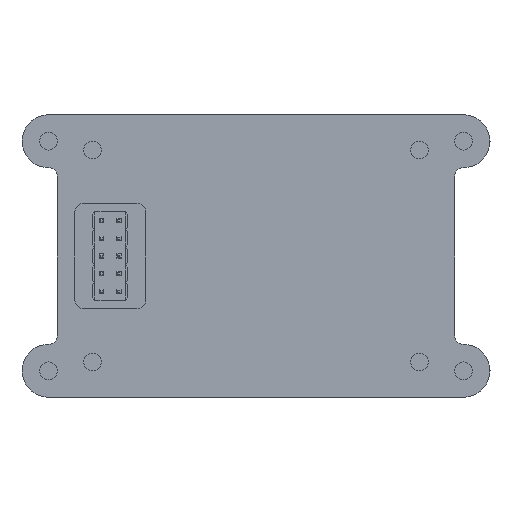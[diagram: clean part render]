
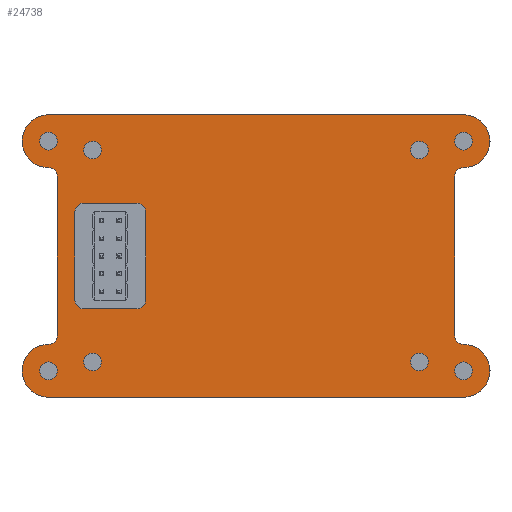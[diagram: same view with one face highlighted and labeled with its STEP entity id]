
A CAD part, front view. The second image highlights one B-rep face of the part: STEP entity #24738.
In plain terms, the highlighted planar face has unit normal (0, -1, 0).
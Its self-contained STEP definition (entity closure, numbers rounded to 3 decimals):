
#1454=LINE('',#34154,#4382);
#1467=LINE('',#34215,#4395);
#1470=LINE('',#34223,#4398);
#1473=LINE('',#34231,#4401);
#1475=LINE('',#34262,#4403);
#1480=LINE('',#34275,#4408);
#1484=LINE('',#34287,#4412);
#1488=LINE('',#34299,#4416);
#4382=VECTOR('',#28505,10.);
#4395=VECTOR('',#28570,6.);
#4398=VECTOR('',#28579,10.);
#4401=VECTOR('',#28588,6.);
#4403=VECTOR('',#28628,47.);
#4408=VECTOR('',#28643,18.);
#4412=VECTOR('',#28657,47.);
#4416=VECTOR('',#28671,18.);
#6968=PLANE('',#26280);
#7870=FACE_BOUND('',#9852,.T.);
#7871=FACE_BOUND('',#9853,.T.);
#7872=FACE_BOUND('',#9854,.T.);
#7873=FACE_BOUND('',#9855,.T.);
#7874=FACE_BOUND('',#9856,.T.);
#7875=FACE_BOUND('',#9857,.T.);
#7876=FACE_BOUND('',#9858,.T.);
#7877=FACE_BOUND('',#9859,.T.);
#7878=FACE_BOUND('',#9860,.T.);
#8359=FACE_OUTER_BOUND('',#9851,.T.);
#9851=EDGE_LOOP('',(#18684,#18685,#18686,#18687,#18688,#18689,#18690,#18691,
#18692,#18693,#18694,#18695));
#9852=EDGE_LOOP('',(#18696,#18697,#18698,#18699,#18700,#18701,#18702,#18703));
#9853=EDGE_LOOP('',(#18704));
#9854=EDGE_LOOP('',(#18705));
#9855=EDGE_LOOP('',(#18706));
#9856=EDGE_LOOP('',(#18707));
#9857=EDGE_LOOP('',(#18708));
#9858=EDGE_LOOP('',(#18709));
#9859=EDGE_LOOP('',(#18710));
#9860=EDGE_LOOP('',(#18711));
#11203=CIRCLE('',#26234,1.);
#11204=CIRCLE('',#26237,1.);
#11205=CIRCLE('',#26240,1.);
#11206=CIRCLE('',#26243,1.);
#11207=CIRCLE('',#26245,1.);
#11208=CIRCLE('',#26247,1.);
#11209=CIRCLE('',#26249,1.);
#11210=CIRCLE('',#26251,1.);
#11211=CIRCLE('',#26253,1.);
#11212=CIRCLE('',#26255,1.);
#11213=CIRCLE('',#26257,1.);
#11214=CIRCLE('',#26259,1.);
#11215=CIRCLE('',#26262,3.);
#11216=CIRCLE('',#26264,1.);
#11217=CIRCLE('',#26267,1.);
#11218=CIRCLE('',#26269,3.);
#11219=CIRCLE('',#26272,3.);
#11220=CIRCLE('',#26274,1.);
#11221=CIRCLE('',#26277,1.);
#11222=CIRCLE('',#26279,3.);
#11690=VERTEX_POINT('',#34151);
#11691=VERTEX_POINT('',#34153);
#11712=VERTEX_POINT('',#34210);
#11713=VERTEX_POINT('',#34214);
#11714=VERTEX_POINT('',#34218);
#11715=VERTEX_POINT('',#34222);
#11716=VERTEX_POINT('',#34226);
#11717=VERTEX_POINT('',#34230);
#11718=VERTEX_POINT('',#34236);
#11719=VERTEX_POINT('',#34239);
#11720=VERTEX_POINT('',#34242);
#11721=VERTEX_POINT('',#34245);
#11722=VERTEX_POINT('',#34248);
#11723=VERTEX_POINT('',#34251);
#11724=VERTEX_POINT('',#34254);
#11725=VERTEX_POINT('',#34257);
#11726=VERTEX_POINT('',#34260);
#11727=VERTEX_POINT('',#34261);
#11728=VERTEX_POINT('',#34266);
#11729=VERTEX_POINT('',#34270);
#11730=VERTEX_POINT('',#34274);
#11731=VERTEX_POINT('',#34278);
#11732=VERTEX_POINT('',#34282);
#11733=VERTEX_POINT('',#34286);
#11734=VERTEX_POINT('',#34290);
#11735=VERTEX_POINT('',#34294);
#11736=VERTEX_POINT('',#34298);
#11737=VERTEX_POINT('',#34302);
#14300=EDGE_CURVE('',#11691,#11690,#1454,.T.);
#14328=EDGE_CURVE('',#11712,#11691,#11203,.T.);
#14330=EDGE_CURVE('',#11713,#11712,#1467,.T.);
#14332=EDGE_CURVE('',#11714,#11713,#11204,.T.);
#14334=EDGE_CURVE('',#11715,#11714,#1470,.T.);
#14336=EDGE_CURVE('',#11716,#11715,#11205,.T.);
#14338=EDGE_CURVE('',#11717,#11716,#1473,.T.);
#14340=EDGE_CURVE('',#11690,#11717,#11206,.T.);
#14341=EDGE_CURVE('',#11718,#11718,#11207,.T.);
#14342=EDGE_CURVE('',#11719,#11719,#11208,.T.);
#14343=EDGE_CURVE('',#11720,#11720,#11209,.T.);
#14344=EDGE_CURVE('',#11721,#11721,#11210,.T.);
#14345=EDGE_CURVE('',#11722,#11722,#11211,.T.);
#14346=EDGE_CURVE('',#11723,#11723,#11212,.T.);
#14347=EDGE_CURVE('',#11724,#11724,#11213,.T.);
#14348=EDGE_CURVE('',#11725,#11725,#11214,.T.);
#14349=EDGE_CURVE('',#11726,#11727,#1475,.T.);
#14352=EDGE_CURVE('',#11728,#11726,#11215,.T.);
#14354=EDGE_CURVE('',#11729,#11728,#11216,.T.);
#14356=EDGE_CURVE('',#11730,#11729,#1480,.T.);
#14358=EDGE_CURVE('',#11731,#11730,#11217,.T.);
#14360=EDGE_CURVE('',#11732,#11731,#11218,.T.);
#14362=EDGE_CURVE('',#11733,#11732,#1484,.T.);
#14364=EDGE_CURVE('',#11734,#11733,#11219,.T.);
#14366=EDGE_CURVE('',#11735,#11734,#11220,.T.);
#14368=EDGE_CURVE('',#11736,#11735,#1488,.T.);
#14370=EDGE_CURVE('',#11737,#11736,#11221,.T.);
#14372=EDGE_CURVE('',#11727,#11737,#11222,.T.);
#18684=ORIENTED_EDGE('',*,*,#14372,.F.);
#18685=ORIENTED_EDGE('',*,*,#14349,.F.);
#18686=ORIENTED_EDGE('',*,*,#14352,.F.);
#18687=ORIENTED_EDGE('',*,*,#14354,.F.);
#18688=ORIENTED_EDGE('',*,*,#14356,.F.);
#18689=ORIENTED_EDGE('',*,*,#14358,.F.);
#18690=ORIENTED_EDGE('',*,*,#14360,.F.);
#18691=ORIENTED_EDGE('',*,*,#14362,.F.);
#18692=ORIENTED_EDGE('',*,*,#14364,.F.);
#18693=ORIENTED_EDGE('',*,*,#14366,.F.);
#18694=ORIENTED_EDGE('',*,*,#14368,.F.);
#18695=ORIENTED_EDGE('',*,*,#14370,.F.);
#18696=ORIENTED_EDGE('',*,*,#14300,.T.);
#18697=ORIENTED_EDGE('',*,*,#14340,.T.);
#18698=ORIENTED_EDGE('',*,*,#14338,.T.);
#18699=ORIENTED_EDGE('',*,*,#14336,.T.);
#18700=ORIENTED_EDGE('',*,*,#14334,.T.);
#18701=ORIENTED_EDGE('',*,*,#14332,.T.);
#18702=ORIENTED_EDGE('',*,*,#14330,.T.);
#18703=ORIENTED_EDGE('',*,*,#14328,.T.);
#18704=ORIENTED_EDGE('',*,*,#14341,.T.);
#18705=ORIENTED_EDGE('',*,*,#14342,.T.);
#18706=ORIENTED_EDGE('',*,*,#14343,.T.);
#18707=ORIENTED_EDGE('',*,*,#14344,.T.);
#18708=ORIENTED_EDGE('',*,*,#14345,.T.);
#18709=ORIENTED_EDGE('',*,*,#14346,.T.);
#18710=ORIENTED_EDGE('',*,*,#14347,.T.);
#18711=ORIENTED_EDGE('',*,*,#14348,.T.);
#24738=ADVANCED_FACE('',(#8359,#7870,#7871,#7872,#7873,#7874,#7875,#7876,
#7877,#7878),#6968,.T.);
#26234=AXIS2_PLACEMENT_3D('',#34211,#28565,#28566);
#26237=AXIS2_PLACEMENT_3D('',#34219,#28574,#28575);
#26240=AXIS2_PLACEMENT_3D('',#34227,#28583,#28584);
#26243=AXIS2_PLACEMENT_3D('',#34234,#28592,#28593);
#26245=AXIS2_PLACEMENT_3D('',#34237,#28596,#28597);
#26247=AXIS2_PLACEMENT_3D('',#34240,#28600,#28601);
#26249=AXIS2_PLACEMENT_3D('',#34243,#28604,#28605);
#26251=AXIS2_PLACEMENT_3D('',#34246,#28608,#28609);
#26253=AXIS2_PLACEMENT_3D('',#34249,#28612,#28613);
#26255=AXIS2_PLACEMENT_3D('',#34252,#28616,#28617);
#26257=AXIS2_PLACEMENT_3D('',#34255,#28620,#28621);
#26259=AXIS2_PLACEMENT_3D('',#34258,#28624,#28625);
#26262=AXIS2_PLACEMENT_3D('',#34267,#28633,#28634);
#26264=AXIS2_PLACEMENT_3D('',#34271,#28638,#28639);
#26267=AXIS2_PLACEMENT_3D('',#34279,#28647,#28648);
#26269=AXIS2_PLACEMENT_3D('',#34283,#28652,#28653);
#26272=AXIS2_PLACEMENT_3D('',#34291,#28661,#28662);
#26274=AXIS2_PLACEMENT_3D('',#34295,#28666,#28667);
#26277=AXIS2_PLACEMENT_3D('',#34303,#28675,#28676);
#26279=AXIS2_PLACEMENT_3D('',#34306,#28680,#28681);
#26280=AXIS2_PLACEMENT_3D('',#34307,#28682,#28683);
#28505=DIRECTION('',(0.,0.,1.));
#28565=DIRECTION('center_axis',(0.,1.,0.));
#28566=DIRECTION('ref_axis',(0.,0.,-1.));
#28570=DIRECTION('',(-1.,0.,0.));
#28574=DIRECTION('center_axis',(0.,1.,0.));
#28575=DIRECTION('ref_axis',(1.,0.,0.));
#28579=DIRECTION('',(0.,0.,-1.));
#28583=DIRECTION('center_axis',(0.,1.,0.));
#28584=DIRECTION('ref_axis',(0.,0.,1.));
#28588=DIRECTION('',(1.,0.,0.));
#28592=DIRECTION('center_axis',(0.,1.,0.));
#28593=DIRECTION('ref_axis',(-1.,0.,0.));
#28596=DIRECTION('center_axis',(0.,1.,0.));
#28597=DIRECTION('ref_axis',(1.,0.,0.));
#28600=DIRECTION('center_axis',(0.,1.,0.));
#28601=DIRECTION('ref_axis',(1.,0.,0.));
#28604=DIRECTION('center_axis',(0.,1.,0.));
#28605=DIRECTION('ref_axis',(1.,0.,0.));
#28608=DIRECTION('center_axis',(0.,1.,0.));
#28609=DIRECTION('ref_axis',(1.,0.,0.));
#28612=DIRECTION('center_axis',(0.,1.,0.));
#28613=DIRECTION('ref_axis',(1.,0.,0.));
#28616=DIRECTION('center_axis',(0.,1.,0.));
#28617=DIRECTION('ref_axis',(1.,0.,0.));
#28620=DIRECTION('center_axis',(0.,1.,0.));
#28621=DIRECTION('ref_axis',(1.,0.,0.));
#28624=DIRECTION('center_axis',(0.,1.,0.));
#28625=DIRECTION('ref_axis',(1.,0.,0.));
#28628=DIRECTION('',(1.,0.,0.));
#28633=DIRECTION('center_axis',(0.,1.,0.));
#28634=DIRECTION('ref_axis',(0.,0.,-1.));
#28638=DIRECTION('center_axis',(0.,-1.,0.));
#28639=DIRECTION('ref_axis',(0.,0.,-1.));
#28643=DIRECTION('',(0.,0.,1.));
#28647=DIRECTION('center_axis',(0.,-1.,0.));
#28648=DIRECTION('ref_axis',(-1.,0.,0.));
#28652=DIRECTION('center_axis',(0.,1.,0.));
#28653=DIRECTION('ref_axis',(0.,0.,-1.));
#28657=DIRECTION('',(-1.,0.,0.));
#28661=DIRECTION('center_axis',(0.,1.,0.));
#28662=DIRECTION('ref_axis',(0.,0.,1.));
#28666=DIRECTION('center_axis',(0.,-1.,0.));
#28667=DIRECTION('ref_axis',(0.,0.,1.));
#28671=DIRECTION('',(0.,0.,-1.));
#28675=DIRECTION('center_axis',(0.,-1.,0.));
#28676=DIRECTION('ref_axis',(1.,0.,0.));
#28680=DIRECTION('center_axis',(0.,1.,0.));
#28681=DIRECTION('ref_axis',(1.,0.,0.));
#28682=DIRECTION('center_axis',(0.,-1.,0.));
#28683=DIRECTION('ref_axis',(0.,0.,-1.));
#34151=CARTESIAN_POINT('',(-47.,0.,21.));
#34153=CARTESIAN_POINT('',(-47.,0.,11.));
#34154=CARTESIAN_POINT('',(-47.,0.,13.5));
#34210=CARTESIAN_POINT('',(-46.,0.,10.));
#34211=CARTESIAN_POINT('Origin',(-46.,0.,11.));
#34214=CARTESIAN_POINT('',(-40.,0.,10.));
#34215=CARTESIAN_POINT('',(-33.25,0.,10.));
#34218=CARTESIAN_POINT('',(-39.,0.,11.));
#34219=CARTESIAN_POINT('Origin',(-40.,0.,11.));
#34222=CARTESIAN_POINT('',(-39.,0.,21.));
#34223=CARTESIAN_POINT('',(-39.,0.,18.5));
#34226=CARTESIAN_POINT('',(-40.,0.,22.));
#34227=CARTESIAN_POINT('Origin',(-40.,0.,21.));
#34230=CARTESIAN_POINT('',(-46.,0.,22.));
#34231=CARTESIAN_POINT('',(-36.25,0.,22.));
#34234=CARTESIAN_POINT('Origin',(-46.,0.,21.));
#34236=CARTESIAN_POINT('',(-9.,0.,4.));
#34237=CARTESIAN_POINT('Origin',(-8.,0.,4.));
#34239=CARTESIAN_POINT('',(-46.,0.,4.));
#34240=CARTESIAN_POINT('Origin',(-45.,0.,4.));
#34242=CARTESIAN_POINT('',(-46.,0.,28.));
#34243=CARTESIAN_POINT('Origin',(-45.,0.,28.));
#34245=CARTESIAN_POINT('',(-9.,0.,28.));
#34246=CARTESIAN_POINT('Origin',(-8.,0.,28.));
#34248=CARTESIAN_POINT('',(-51.,0.,3.));
#34249=CARTESIAN_POINT('Origin',(-50.,0.,3.));
#34251=CARTESIAN_POINT('',(-51.,0.,29.));
#34252=CARTESIAN_POINT('Origin',(-50.,0.,29.));
#34254=CARTESIAN_POINT('',(-4.,0.,3.));
#34255=CARTESIAN_POINT('Origin',(-3.,0.,3.));
#34257=CARTESIAN_POINT('',(-4.,0.,29.));
#34258=CARTESIAN_POINT('Origin',(-3.,0.,29.));
#34260=CARTESIAN_POINT('',(-50.,0.,32.));
#34261=CARTESIAN_POINT('',(-3.,0.,32.));
#34262=CARTESIAN_POINT('',(-50.,0.,32.));
#34266=CARTESIAN_POINT('',(-50.,0.,26.));
#34267=CARTESIAN_POINT('Origin',(-50.,0.,29.));
#34270=CARTESIAN_POINT('',(-49.,0.,25.));
#34271=CARTESIAN_POINT('Origin',(-50.,0.,25.));
#34274=CARTESIAN_POINT('',(-49.,0.,7.));
#34275=CARTESIAN_POINT('',(-49.,0.,7.));
#34278=CARTESIAN_POINT('',(-50.,0.,6.));
#34279=CARTESIAN_POINT('Origin',(-50.,0.,7.));
#34282=CARTESIAN_POINT('',(-50.,0.,0.));
#34283=CARTESIAN_POINT('Origin',(-50.,0.,3.));
#34286=CARTESIAN_POINT('',(-3.,0.,0.));
#34287=CARTESIAN_POINT('',(-3.,0.,0.));
#34290=CARTESIAN_POINT('',(-3.,0.,6.));
#34291=CARTESIAN_POINT('Origin',(-3.,0.,3.));
#34294=CARTESIAN_POINT('',(-4.,0.,7.));
#34295=CARTESIAN_POINT('Origin',(-3.,0.,7.));
#34298=CARTESIAN_POINT('',(-4.,0.,25.));
#34299=CARTESIAN_POINT('',(-4.,0.,25.));
#34302=CARTESIAN_POINT('',(-3.,0.,26.));
#34303=CARTESIAN_POINT('Origin',(-3.,0.,25.));
#34306=CARTESIAN_POINT('Origin',(-3.,0.,29.));
#34307=CARTESIAN_POINT('Origin',(-26.5,0.,16.));
